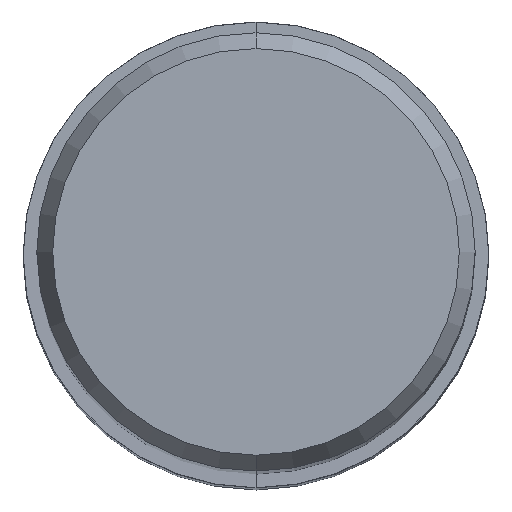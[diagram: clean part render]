
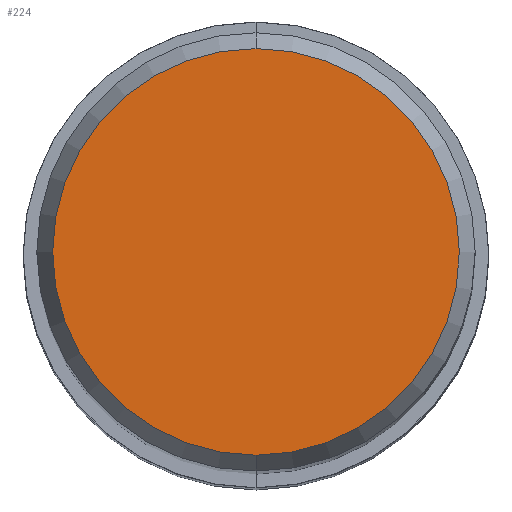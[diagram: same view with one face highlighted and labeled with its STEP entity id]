
A CAD part, top view. The second image highlights one B-rep face of the part: STEP entity #224.
In plain terms, the highlighted planar face has unit normal (0, 0, 1).
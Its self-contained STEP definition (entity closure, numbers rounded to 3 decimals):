
#150=VERTEX_POINT('',#333);
#196=EDGE_CURVE('',#150,#218,#387,.T.);
#218=VERTEX_POINT('',#411);
#224=ADVANCED_FACE('',(#417),#418,.T.);
#234=EDGE_CURVE('',#218,#150,#428,.T.);
#333=CARTESIAN_POINT('',(0.,-5.892,0.01));
#387=CIRCLE('',#605,5.892);
#411=CARTESIAN_POINT('',(0.0,5.892,0.01));
#417=FACE_OUTER_BOUND('',#640,.T.);
#418=PLANE('',#641);
#428=CIRCLE('',#654,5.892);
#605=AXIS2_PLACEMENT_3D('',#845,#846,#847);
#640=EDGE_LOOP('',(#875,#876));
#641=AXIS2_PLACEMENT_3D('',#877,#878,#879);
#654=AXIS2_PLACEMENT_3D('',#886,#887,#888);
#845=CARTESIAN_POINT('',(0.0,0.0,0.01));
#846=DIRECTION('',(0.0,0.0,-1.0));
#847=DIRECTION('',(0.0,1.0,0.0));
#875=ORIENTED_EDGE('',*,*,#234,.F.);
#876=ORIENTED_EDGE('',*,*,#196,.F.);
#877=CARTESIAN_POINT('',(0.0,2.946,0.01));
#878=DIRECTION('',(-0.0,0.0,1.0));
#879=DIRECTION('',(0.0,-1.0,0.0));
#886=CARTESIAN_POINT('',(0.0,0.0,0.01));
#887=DIRECTION('',(0.0,0.0,-1.0));
#888=DIRECTION('',(0.0,1.0,0.0));
